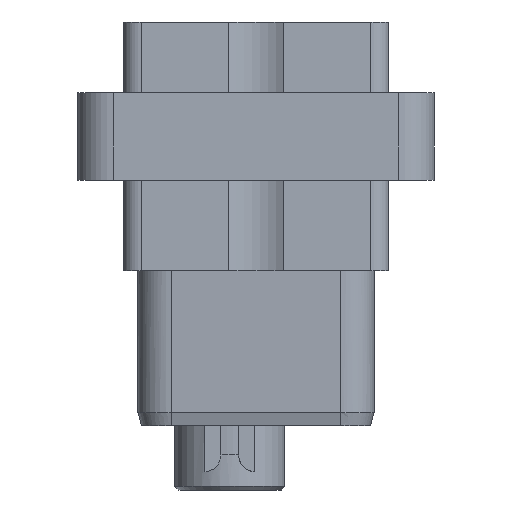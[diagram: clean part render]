
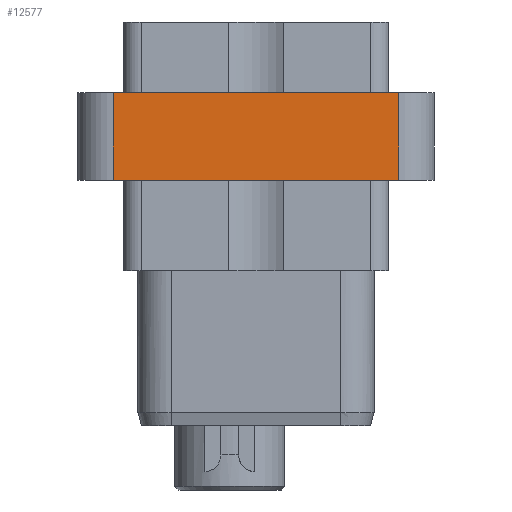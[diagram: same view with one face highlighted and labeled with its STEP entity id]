
A CAD part, left-side view. The second image highlights one B-rep face of the part: STEP entity #12577.
In plain terms, the highlighted planar face has unit normal (-1, 0, 0).
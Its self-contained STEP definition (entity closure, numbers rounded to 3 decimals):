
#707=DIRECTION('',(0.,-1.,0.));
#708=VECTOR('',#707,16.26);
#709=CARTESIAN_POINT('',(-43.95,8.13,-0.02));
#710=LINE('',#709,#708);
#764=DIRECTION('',(0.,0.,-1.));
#765=VECTOR('',#764,5.);
#766=CARTESIAN_POINT('',(-43.95,8.13,4.98));
#767=LINE('',#766,#765);
#781=DIRECTION('',(0.,-1.,0.));
#782=VECTOR('',#781,16.26);
#783=CARTESIAN_POINT('',(-43.95,8.13,4.98));
#784=LINE('',#783,#782);
#843=DIRECTION('',(0.,0.,-1.));
#844=VECTOR('',#843,5.);
#845=CARTESIAN_POINT('',(-43.95,-8.13,4.98));
#846=LINE('',#845,#844);
#9305=CARTESIAN_POINT('',(-43.95,8.13,4.98));
#9306=VERTEX_POINT('',#9305);
#9307=CARTESIAN_POINT('',(-43.95,8.13,-0.02));
#9308=VERTEX_POINT('',#9307);
#9309=CARTESIAN_POINT('',(-43.95,-8.13,4.98));
#9310=CARTESIAN_POINT('',(-43.95,-8.13,-0.02));
#9311=VERTEX_POINT('',#9309);
#9312=VERTEX_POINT('',#9310);
#12566=CARTESIAN_POINT('',(-43.95,10.13,0.));
#12567=DIRECTION('',(-1.,0.,0.));
#12568=DIRECTION('',(0.,-1.,0.));
#12569=AXIS2_PLACEMENT_3D('',#12566,#12567,#12568);
#12570=PLANE('',#12569);
#12571=ORIENTED_EDGE('',*,*,#12483,.F.);
#12572=ORIENTED_EDGE('',*,*,#12502,.T.);
#12573=ORIENTED_EDGE('',*,*,#12558,.T.);
#12574=ORIENTED_EDGE('',*,*,#12445,.F.);
#12575=EDGE_LOOP('',(#12571,#12572,#12573,#12574));
#12576=FACE_OUTER_BOUND('',#12575,.F.);
#12577=ADVANCED_FACE('',(#12576),#12570,.T.);
#12445=EDGE_CURVE('',#9308,#9312,#710,.T.);
#12483=EDGE_CURVE('',#9306,#9308,#767,.T.);
#12502=EDGE_CURVE('',#9306,#9311,#784,.T.);
#12558=EDGE_CURVE('',#9311,#9312,#846,.T.);
